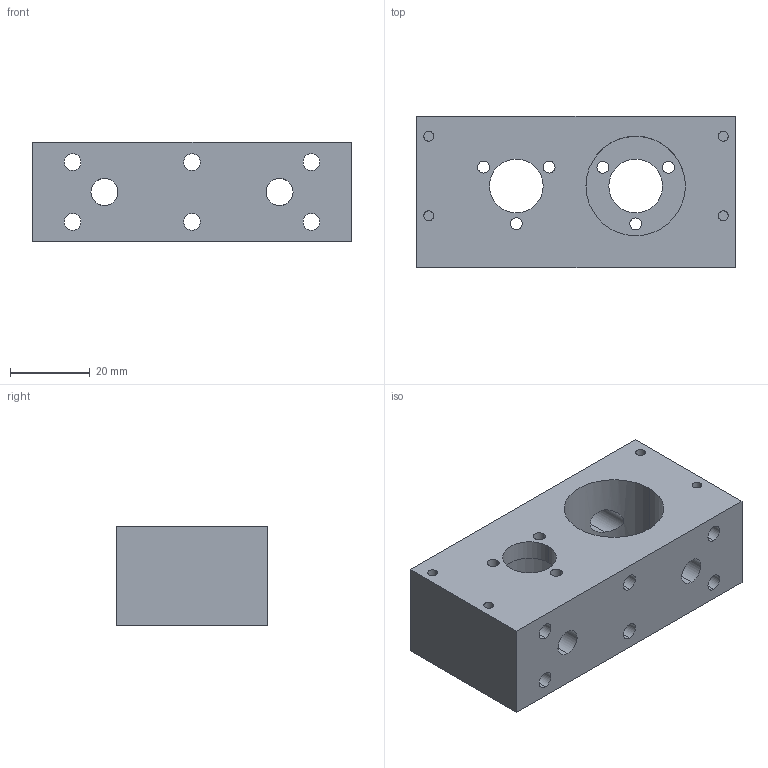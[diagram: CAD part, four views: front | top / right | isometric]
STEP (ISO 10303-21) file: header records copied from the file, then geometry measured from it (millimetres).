
FILE_DESCRIPTION (( 'STEP AP214' ), '1' );
FILE_NAME ('等蹈萇儂菁釱-1204.STEP', '2025-10-24T11:03:01', ( '' ), ( '' ), 'SwSTEP 2.0', 'SolidWorks 2023', '' );
FILE_SCHEMA (( 'AUTOMOTIVE_DESIGN' ));
Length unit declared in the file: millimetre
Products named in the file (1): 单列电机底座-1204
Bounding box: 80 x 38 x 25 mm (x, y, z)
Volume: 50079.8 mm3; surface area: 18776.3 mm2
Topology: 1 solids, 1 shells, 72 faces, 180 edges, 120 vertices
Faces by surface type: cylinder 56, plane 16
Entity records: 2539 total; most frequent: CARTESIAN_POINT 625, DIRECTION 422, ORIENTED_EDGE 360, EDGE_CURVE 180, AXIS2_PLACEMENT_3D 177, VERTEX_POINT 120, EDGE_LOOP 118, CIRCLE 104
